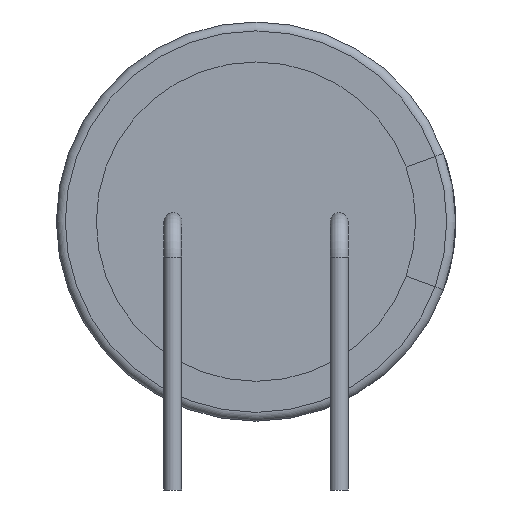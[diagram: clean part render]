
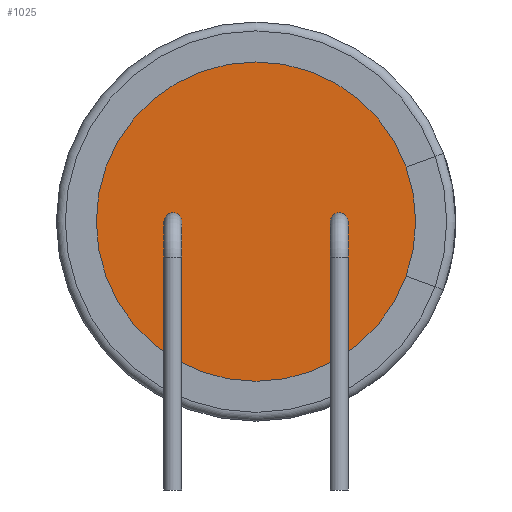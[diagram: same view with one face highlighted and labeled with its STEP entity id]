
A CAD part, front view. The second image highlights one B-rep face of the part: STEP entity #1025.
In plain terms, the highlighted planar face has unit normal (0, -1, 0).
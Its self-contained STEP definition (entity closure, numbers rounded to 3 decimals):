
#1025=ADVANCED_FACE('',(#1930,#1932,#1934),#1936,.T.);
#1930=FACE_BOUND('',#1931,.T.);
#1931=EDGE_LOOP('',(#2658));
#1932=FACE_BOUND('',#1933,.T.);
#1933=EDGE_LOOP('',(#2659));
#1934=FACE_BOUND('',#1935,.T.);
#1935=EDGE_LOOP('',(#2660));
#1936=PLANE('',#1937);
#1937=AXIS2_PLACEMENT_3D('',#1938,#1939,#1940);
#1938=CARTESIAN_POINT('',(0.,3.3,0.));
#1939=DIRECTION('',(0.,-1.,0.));
#1940=DIRECTION('',(-1.,0.,0.));
#2658=ORIENTED_EDGE('',*,*,#2992,.T.);
#2659=ORIENTED_EDGE('',*,*,#3031,.F.);
#2660=ORIENTED_EDGE('',*,*,#3032,.F.);
#2992=EDGE_CURVE('',#3517,#3517,#3518,.T.);
#3031=EDGE_CURVE('',#3577,#3577,#3578,.F.);
#3032=EDGE_CURVE('',#3579,#3579,#3580,.T.);
#3517=VERTEX_POINT('',#5452);
#3518=CIRCLE('',#5453,7.2);
#3577=VERTEX_POINT('',#5657);
#3578=CIRCLE('',#5658,0.4);
#3579=VERTEX_POINT('',#5662);
#3580=CIRCLE('',#5663,0.4);
#5452=CARTESIAN_POINT('',(-7.2,3.3,9.1));
#5453=AXIS2_PLACEMENT_3D('',#5454,#5455,#5456);
#5454=CARTESIAN_POINT('',(0.,3.3,9.1));
#5455=DIRECTION('',(0.,-1.,0.));
#5456=DIRECTION('',(-1.,0.,0.));
#5657=CARTESIAN_POINT('',(4.15,3.3,9.1));
#5658=AXIS2_PLACEMENT_3D('',#5659,#5660,#5661);
#5659=CARTESIAN_POINT('',(3.75,3.3,9.1));
#5660=DIRECTION('',(-0.,1.,-0.));
#5661=DIRECTION('',(1.,0.,0.));
#5662=CARTESIAN_POINT('',(-4.15,3.3,9.1));
#5663=AXIS2_PLACEMENT_3D('',#5664,#5665,#5666);
#5664=CARTESIAN_POINT('',(-3.75,3.3,9.1));
#5665=DIRECTION('',(0.,-1.,0.));
#5666=DIRECTION('',(-1.,0.,0.));
